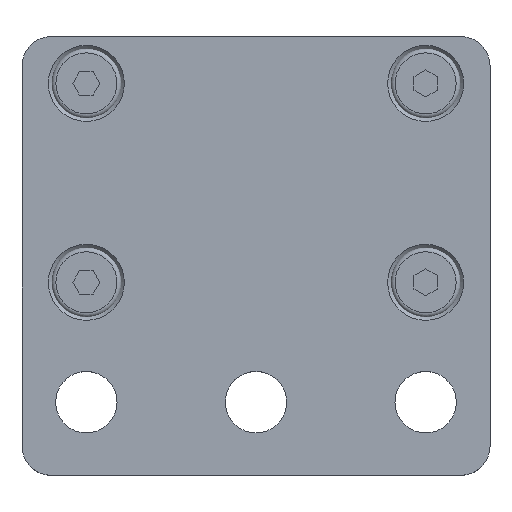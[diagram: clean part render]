
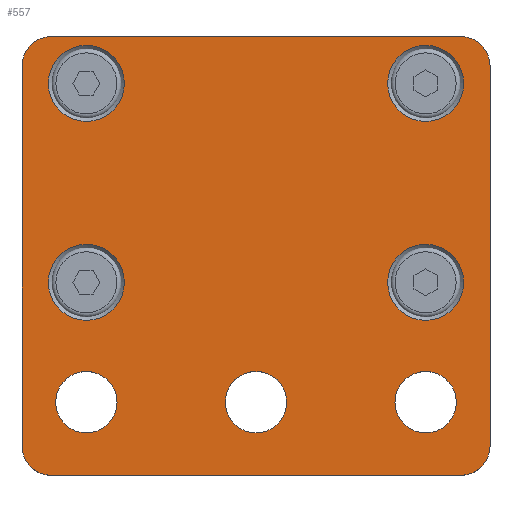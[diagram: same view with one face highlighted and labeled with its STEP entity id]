
A CAD part, top view. The second image highlights one B-rep face of the part: STEP entity #557.
In plain terms, the highlighted planar face has unit normal (0, 0, 1).
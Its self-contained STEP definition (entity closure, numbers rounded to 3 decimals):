
#50=CIRCLE('',#699,5.25);
#52=CIRCLE('',#703,5.25);
#54=CIRCLE('',#706,5.25);
#63=CIRCLE('',#717,6.5);
#64=CIRCLE('',#718,6.5);
#65=CIRCLE('',#719,6.5);
#66=CIRCLE('',#720,6.5);
#67=CIRCLE('',#721,5.);
#68=CIRCLE('',#722,5.);
#69=CIRCLE('',#723,5.);
#70=CIRCLE('',#724,5.);
#129=ORIENTED_EDGE('',*,*,#252,.F.);
#130=ORIENTED_EDGE('',*,*,#253,.F.);
#131=ORIENTED_EDGE('',*,*,#254,.F.);
#132=ORIENTED_EDGE('',*,*,#255,.F.);
#133=ORIENTED_EDGE('',*,*,#241,.T.);
#134=ORIENTED_EDGE('',*,*,#232,.T.);
#135=ORIENTED_EDGE('',*,*,#256,.T.);
#136=ORIENTED_EDGE('',*,*,#236,.T.);
#137=ORIENTED_EDGE('',*,*,#257,.T.);
#138=ORIENTED_EDGE('',*,*,#222,.T.);
#139=ORIENTED_EDGE('',*,*,#258,.T.);
#140=ORIENTED_EDGE('',*,*,#226,.T.);
#141=ORIENTED_EDGE('',*,*,#259,.T.);
#142=ORIENTED_EDGE('',*,*,#235,.T.);
#143=ORIENTED_EDGE('',*,*,#243,.T.);
#222=EDGE_CURVE('',#287,#288,#338,.T.);
#226=EDGE_CURVE('',#291,#292,#342,.T.);
#232=EDGE_CURVE('',#298,#297,#348,.T.);
#235=EDGE_CURVE('',#300,#300,#50,.T.);
#236=EDGE_CURVE('',#301,#302,#350,.T.);
#241=EDGE_CURVE('',#306,#306,#52,.T.);
#243=EDGE_CURVE('',#308,#308,#54,.T.);
#252=EDGE_CURVE('',#313,#313,#63,.T.);
#253=EDGE_CURVE('',#314,#314,#64,.T.);
#254=EDGE_CURVE('',#315,#315,#65,.T.);
#255=EDGE_CURVE('',#316,#316,#66,.T.);
#256=EDGE_CURVE('',#297,#301,#67,.T.);
#257=EDGE_CURVE('',#302,#287,#68,.T.);
#258=EDGE_CURVE('',#288,#291,#69,.T.);
#259=EDGE_CURVE('',#292,#298,#70,.T.);
#287=VERTEX_POINT('',#943);
#288=VERTEX_POINT('',#944);
#291=VERTEX_POINT('',#952);
#292=VERTEX_POINT('',#953);
#297=VERTEX_POINT('',#964);
#298=VERTEX_POINT('',#966);
#300=VERTEX_POINT('',#972);
#301=VERTEX_POINT('',#975);
#302=VERTEX_POINT('',#976);
#306=VERTEX_POINT('',#986);
#308=VERTEX_POINT('',#991);
#313=VERTEX_POINT('',#1007);
#314=VERTEX_POINT('',#1009);
#315=VERTEX_POINT('',#1011);
#316=VERTEX_POINT('',#1013);
#338=LINE('',#942,#372);
#342=LINE('',#951,#376);
#348=LINE('',#965,#382);
#350=LINE('',#974,#384);
#372=VECTOR('',#768,1000.);
#376=VECTOR('',#774,1000.);
#382=VECTOR('',#782,1000.);
#384=VECTOR('',#792,1000.);
#424=EDGE_LOOP('',(#129));
#425=EDGE_LOOP('',(#130));
#426=EDGE_LOOP('',(#131));
#427=EDGE_LOOP('',(#132));
#428=EDGE_LOOP('',(#133));
#429=EDGE_LOOP('',(#134,#135,#136,#137,#138,#139,#140,#141));
#430=EDGE_LOOP('',(#142));
#431=EDGE_LOOP('',(#143));
#488=FACE_BOUND('',#424,.T.);
#489=FACE_BOUND('',#425,.T.);
#490=FACE_BOUND('',#426,.T.);
#491=FACE_BOUND('',#427,.T.);
#492=FACE_BOUND('',#428,.T.);
#493=FACE_BOUND('',#429,.T.);
#494=FACE_BOUND('',#430,.T.);
#495=FACE_BOUND('',#431,.T.);
#539=PLANE('',#716);
#557=ADVANCED_FACE('',(#488,#489,#490,#491,#492,#493,#494,#495),#539,.T.);
#699=AXIS2_PLACEMENT_3D('',#971,#788,#789);
#703=AXIS2_PLACEMENT_3D('',#985,#800,#801);
#706=AXIS2_PLACEMENT_3D('',#990,#806,#807);
#716=AXIS2_PLACEMENT_3D('',#1005,#826,#827);
#717=AXIS2_PLACEMENT_3D('',#1006,#828,#829);
#718=AXIS2_PLACEMENT_3D('',#1008,#830,#831);
#719=AXIS2_PLACEMENT_3D('',#1010,#832,#833);
#720=AXIS2_PLACEMENT_3D('',#1012,#834,#835);
#721=AXIS2_PLACEMENT_3D('',#1014,#836,#837);
#722=AXIS2_PLACEMENT_3D('',#1015,#838,#839);
#723=AXIS2_PLACEMENT_3D('',#1016,#840,#841);
#724=AXIS2_PLACEMENT_3D('',#1017,#842,#843);
#768=DIRECTION('',(-1.,0.,0.));
#774=DIRECTION('',(0.,-1.,0.));
#782=DIRECTION('',(1.,0.,0.));
#788=DIRECTION('',(0.,0.,-1.));
#789=DIRECTION('',(1.,0.,0.));
#792=DIRECTION('',(0.,1.,0.));
#800=DIRECTION('',(0.,0.,-1.));
#801=DIRECTION('',(1.,0.,0.));
#806=DIRECTION('',(0.,0.,-1.));
#807=DIRECTION('',(1.,0.,0.));
#826=DIRECTION('',(0.,0.,1.));
#827=DIRECTION('',(1.,0.,0.));
#828=DIRECTION('',(0.,0.,1.));
#829=DIRECTION('',(1.,0.,0.));
#830=DIRECTION('',(0.,0.,1.));
#831=DIRECTION('',(1.,0.,0.));
#832=DIRECTION('',(0.,0.,1.));
#833=DIRECTION('',(1.,0.,0.));
#834=DIRECTION('',(0.,0.,1.));
#835=DIRECTION('',(1.,0.,0.));
#836=DIRECTION('',(0.,0.,1.));
#837=DIRECTION('',(1.,0.,0.));
#838=DIRECTION('',(0.,0.,1.));
#839=DIRECTION('',(1.,0.,0.));
#840=DIRECTION('',(0.,0.,1.));
#841=DIRECTION('',(1.,0.,0.));
#842=DIRECTION('',(0.,0.,1.));
#843=DIRECTION('',(1.,0.,0.));
#942=CARTESIAN_POINT('',(40.,37.5,0.));
#943=CARTESIAN_POINT('',(35.,37.5,0.));
#944=CARTESIAN_POINT('',(-35.,37.5,0.));
#951=CARTESIAN_POINT('',(-40.,37.5,0.));
#952=CARTESIAN_POINT('',(-40.,32.5,0.));
#953=CARTESIAN_POINT('',(-40.,-32.5,0.));
#964=CARTESIAN_POINT('',(35.,-37.5,0.));
#965=CARTESIAN_POINT('',(-40.,-37.5,0.));
#966=CARTESIAN_POINT('',(-35.,-37.5,0.));
#971=CARTESIAN_POINT('',(-29.,-25.,0.));
#972=CARTESIAN_POINT('',(-23.75,-25.,0.));
#974=CARTESIAN_POINT('',(40.,-37.5,0.));
#975=CARTESIAN_POINT('',(40.,-32.5,0.));
#976=CARTESIAN_POINT('',(40.,32.5,0.));
#985=CARTESIAN_POINT('',(0.,-25.,0.));
#986=CARTESIAN_POINT('',(5.25,-25.,0.));
#990=CARTESIAN_POINT('',(29.,-25.,0.));
#991=CARTESIAN_POINT('',(34.25,-25.,0.));
#1005=CARTESIAN_POINT('',(-40.,37.5,0.));
#1006=CARTESIAN_POINT('',(29.,-4.5,0.));
#1007=CARTESIAN_POINT('',(35.5,-4.5,0.));
#1008=CARTESIAN_POINT('',(29.,29.5,0.));
#1009=CARTESIAN_POINT('',(35.5,29.5,0.));
#1010=CARTESIAN_POINT('',(-29.,-4.5,0.));
#1011=CARTESIAN_POINT('',(-22.5,-4.5,0.));
#1012=CARTESIAN_POINT('',(-29.,29.5,0.));
#1013=CARTESIAN_POINT('',(-22.5,29.5,0.));
#1014=CARTESIAN_POINT('',(35.,-32.5,0.));
#1015=CARTESIAN_POINT('',(35.,32.5,0.));
#1016=CARTESIAN_POINT('',(-35.,32.5,0.));
#1017=CARTESIAN_POINT('',(-35.,-32.5,0.));
